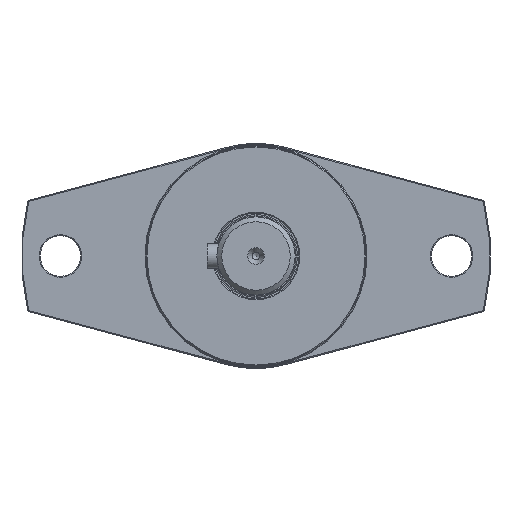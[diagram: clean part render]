
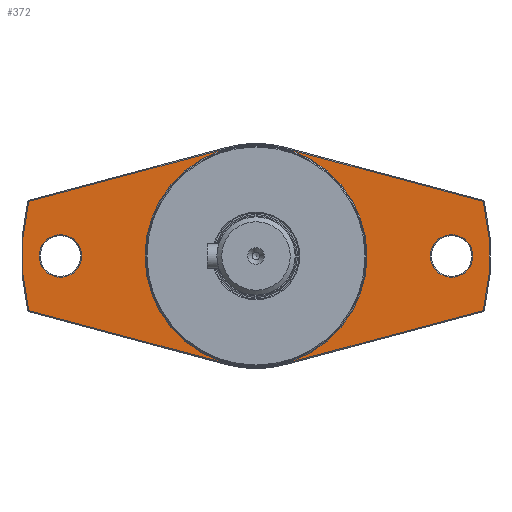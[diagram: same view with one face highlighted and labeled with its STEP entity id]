
A CAD part, left-side view. The second image highlights one B-rep face of the part: STEP entity #372.
In plain terms, the highlighted planar face has unit normal (-1, 0, 0).
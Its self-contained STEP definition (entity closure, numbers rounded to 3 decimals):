
#240=CARTESIAN_POINT('',(44.,22.7,0.));
#241=VERTEX_POINT('',#240);
#242=CARTESIAN_POINT('',(44.,0.,0.0));
#243=DIRECTION('',(-1.0,0.0,0.0));
#244=DIRECTION('',(0.0,-1.0,0.0));
#245=AXIS2_PLACEMENT_3D('',#242,#243,#244);
#246=CIRCLE('',#245,22.7);
#247=EDGE_CURVE('',#241,#241,#246,.T.);
#272=CARTESIAN_POINT('',(44.,35.25,0.0));
#273=DIRECTION('',(-1.0,0.0,0.0));
#274=DIRECTION('',(0.0,0.0,1.0));
#275=AXIS2_PLACEMENT_3D('',#272,#273,#274);
#276=PLANE('',#275);
#277=CARTESIAN_POINT('',(44.,46.481,-11.15));
#278=VERTEX_POINT('',#277);
#279=CARTESIAN_POINT('',(44.,46.481,11.15));
#280=VERTEX_POINT('',#279);
#281=CARTESIAN_POINT('',(44.,0.,0.0));
#282=DIRECTION('',(1.0,0.0,0.0));
#283=DIRECTION('',(0.0,1.0,0.0));
#284=AXIS2_PLACEMENT_3D('',#281,#282,#283);
#285=CIRCLE('',#284,47.8);
#286=EDGE_CURVE('',#278,#280,#285,.T.);
#287=ORIENTED_EDGE('',*,*,#286,.F.);
#288=CARTESIAN_POINT('',(44.,5.901,-22.023));
#289=VERTEX_POINT('',#288);
#290=CARTESIAN_POINT('',(44.,5.901,-22.023));
#291=DIRECTION('',(0.0,0.966,0.259));
#292=VECTOR('',#291,42.012);
#293=LINE('',#290,#292);
#294=EDGE_CURVE('',#289,#278,#293,.T.);
#295=ORIENTED_EDGE('',*,*,#294,.F.);
#296=CARTESIAN_POINT('',(44.,-5.901,-22.023));
#297=VERTEX_POINT('',#296);
#298=CARTESIAN_POINT('',(44.,0.,0.0));
#299=DIRECTION('',(1.0,0.0,0.0));
#300=DIRECTION('',(0.0,1.0,0.0));
#301=AXIS2_PLACEMENT_3D('',#298,#299,#300);
#302=CIRCLE('',#301,22.8);
#303=EDGE_CURVE('',#297,#289,#302,.T.);
#304=ORIENTED_EDGE('',*,*,#303,.F.);
#305=CARTESIAN_POINT('',(44.,-46.481,-11.15));
#306=VERTEX_POINT('',#305);
#307=CARTESIAN_POINT('',(44.,-46.481,-11.15));
#308=DIRECTION('',(0.,0.966,-0.259));
#309=VECTOR('',#308,42.012);
#310=LINE('',#307,#309);
#311=EDGE_CURVE('',#306,#297,#310,.T.);
#312=ORIENTED_EDGE('',*,*,#311,.F.);
#313=CARTESIAN_POINT('',(44.,-46.481,11.15));
#314=VERTEX_POINT('',#313);
#315=CARTESIAN_POINT('',(44.,0.,0.0));
#316=DIRECTION('',(1.0,0.0,0.0));
#317=DIRECTION('',(0.0,-1.0,0.0));
#318=AXIS2_PLACEMENT_3D('',#315,#316,#317);
#319=CIRCLE('',#318,47.8);
#320=EDGE_CURVE('',#314,#306,#319,.T.);
#321=ORIENTED_EDGE('',*,*,#320,.F.);
#322=CARTESIAN_POINT('',(44.,-5.901,22.023));
#323=VERTEX_POINT('',#322);
#324=CARTESIAN_POINT('',(44.,-5.901,22.023));
#325=DIRECTION('',(0.,-0.966,-0.259));
#326=VECTOR('',#325,42.012);
#327=LINE('',#324,#326);
#328=EDGE_CURVE('',#323,#314,#327,.T.);
#329=ORIENTED_EDGE('',*,*,#328,.F.);
#330=CARTESIAN_POINT('',(44.,5.901,22.023));
#331=VERTEX_POINT('',#330);
#332=CARTESIAN_POINT('',(44.,0.,0.0));
#333=DIRECTION('',(1.0,0.0,0.0));
#334=DIRECTION('',(0.0,1.0,0.0));
#335=AXIS2_PLACEMENT_3D('',#332,#333,#334);
#336=CIRCLE('',#335,22.8);
#337=EDGE_CURVE('',#331,#323,#336,.T.);
#338=ORIENTED_EDGE('',*,*,#337,.F.);
#339=CARTESIAN_POINT('',(44.,46.481,11.15));
#340=DIRECTION('',(0.,-0.966,0.259));
#341=VECTOR('',#340,42.012);
#342=LINE('',#339,#341);
#343=EDGE_CURVE('',#280,#331,#342,.T.);
#344=ORIENTED_EDGE('',*,*,#343,.F.);
#345=EDGE_LOOP('',(#287,#295,#304,#312,#321,#329,#338,#344));
#346=FACE_OUTER_BOUND('',#345,.T.);
#347=CARTESIAN_POINT('',(44.,-40.,4.35));
#348=VERTEX_POINT('',#347);
#349=CARTESIAN_POINT('',(44.,-40.,0.));
#350=DIRECTION('',(-1.0,0.0,0.0));
#351=DIRECTION('',(0.0,0.0,-1.0));
#352=AXIS2_PLACEMENT_3D('',#349,#350,#351);
#353=CIRCLE('',#352,4.35);
#354=EDGE_CURVE('',#348,#348,#353,.T.);
#355=ORIENTED_EDGE('',*,*,#354,.F.);
#356=EDGE_LOOP('',(#355));
#357=FACE_BOUND('',#356,.T.);
#358=CARTESIAN_POINT('',(44.,40.,4.35));
#359=VERTEX_POINT('',#358);
#360=CARTESIAN_POINT('',(44.,40.,0.));
#361=DIRECTION('',(-1.0,0.0,0.0));
#362=DIRECTION('',(0.0,0.0,-1.0));
#363=AXIS2_PLACEMENT_3D('',#360,#361,#362);
#364=CIRCLE('',#363,4.35);
#365=EDGE_CURVE('',#359,#359,#364,.T.);
#366=ORIENTED_EDGE('',*,*,#365,.F.);
#367=EDGE_LOOP('',(#366));
#368=FACE_BOUND('',#367,.T.);
#369=ORIENTED_EDGE('',*,*,#247,.F.);
#370=EDGE_LOOP('',(#369));
#371=FACE_BOUND('',#370,.T.);
#372=ADVANCED_FACE('',(#346,#357,#368,#371),#276,.T.);
